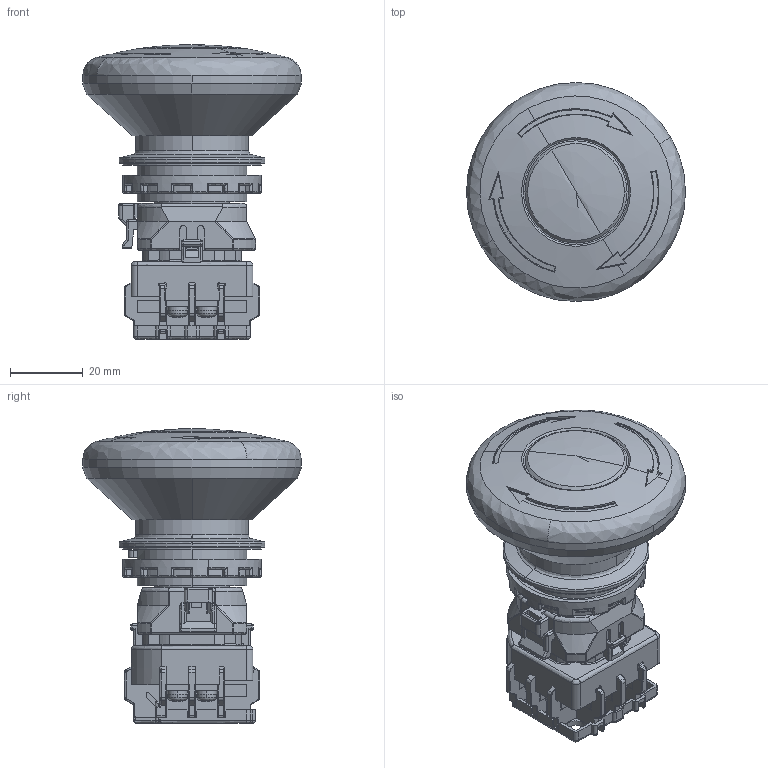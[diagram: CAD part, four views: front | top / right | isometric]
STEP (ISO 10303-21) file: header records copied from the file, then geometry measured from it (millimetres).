
FILE_DESCRIPTION((''),'2;1');
FILE_NAME('178423_ASM','2014-01-27T',('pdmadmin'),(''),'PRO/ENGINEER BY PARAMETRIC TECHNOLOGY CORPORATION, 2013230','PRO/ENGINEER BY PARAMETRIC TECHNOLOGY CORPORATION, 2013230','');
FILE_SCHEMA(('CONFIG_CONTROL_DESIGN'));
Products named in the file (6): SSA-EB2P-XN-BODY-V; SSA-EB2P-HEAD; SSA-EB2P-XN-LOCK-NUT; SSA-EB2P-XW-C; SSA-EB2P-XW9Z-VL2M; 178423_ASM
Assembly tree (5 placements, depth 2):
  178423_ASM
    SSA-EB2P-XN-BODY-V
    SSA-EB2P-HEAD
    SSA-EB2P-XN-LOCK-NUT
    SSA-EB2P-XW-C
    SSA-EB2P-XW9Z-VL2M
Bounding box: 60 x 60 x 80.7 mm (x, y, z)
Volume: 29991 mm3; surface area: 27503 mm2
Topology: 1 solids, 18 shells, 1684 faces, 4930 edges, 3016 vertices
Faces by surface type: bspline 1149, revolution 535
Entity records: 66929 total; most frequent: CARTESIAN_POINT 31606, ORIENTED_EDGE 8976, EDGE_CURVE 4804, DIRECTION 3727, VERTEX_POINT 3012, B_SPLINE_CURVE_WITH_KNOTS 2509, EDGE_LOOP 1716, FACE_OUTER_BOUND 1683
